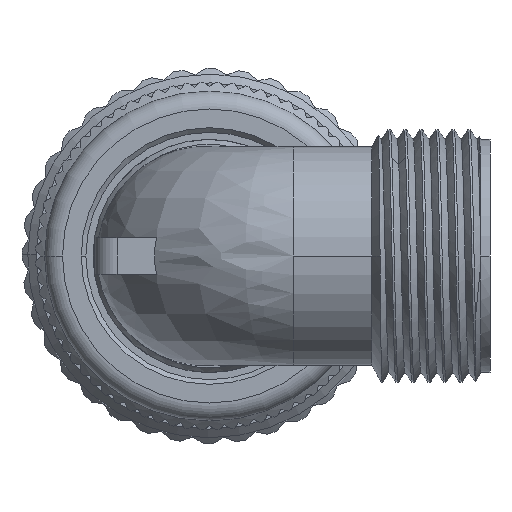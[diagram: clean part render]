
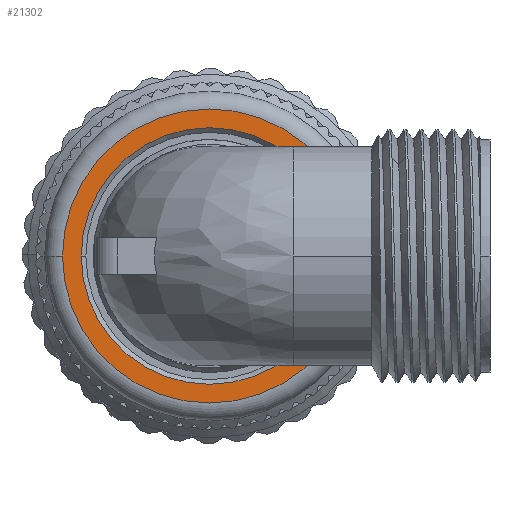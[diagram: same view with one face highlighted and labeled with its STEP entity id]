
A CAD part, left-side view. The second image highlights one B-rep face of the part: STEP entity #21302.
In plain terms, the highlighted planar face has unit normal (-1, 0, 0).
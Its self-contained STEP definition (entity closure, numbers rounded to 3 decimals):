
#2745=CARTESIAN_POINT('',(13.92,0.,0.));
#2746=DIRECTION('',(-1.,0.,0.));
#2747=DIRECTION('',(0.,1.,0.));
#2748=AXIS2_PLACEMENT_3D('',#2745,#2746,#2747);
#2750=CARTESIAN_POINT('',(13.92,0.,0.));
#2751=DIRECTION('',(1.,0.,0.));
#2752=DIRECTION('',(0.,1.,0.));
#2753=AXIS2_PLACEMENT_3D('',#2750,#2751,#2752);
#2755=CARTESIAN_POINT('',(13.92,0.,0.));
#2756=DIRECTION('',(-1.,0.,0.));
#2757=DIRECTION('',(0.,1.,0.));
#2758=AXIS2_PLACEMENT_3D('',#2755,#2756,#2757);
#2760=CARTESIAN_POINT('',(13.92,0.,0.));
#2761=DIRECTION('',(1.,0.,0.));
#2762=DIRECTION('',(0.,1.,0.));
#2763=AXIS2_PLACEMENT_3D('',#2760,#2761,#2762);
#16426=CARTESIAN_POINT('',(13.92,12.9,0.));
#16428=VERTEX_POINT('',#16426);
#16429=CARTESIAN_POINT('',(13.92,11.26,0.));
#16431=VERTEX_POINT('',#16429);
#16438=CARTESIAN_POINT('',(13.92,-12.9,0.));
#16440=VERTEX_POINT('',#16438);
#16441=CARTESIAN_POINT('',(13.92,-11.26,0.));
#16443=VERTEX_POINT('',#16441);
#21287=CARTESIAN_POINT('',(13.92,0.,0.));
#21288=DIRECTION('',(1.,0.,0.));
#21289=DIRECTION('',(0.,-1.,0.));
#21290=AXIS2_PLACEMENT_3D('',#21287,#21288,#21289);
#21291=PLANE('289',#21290);
#21293=ORIENTED_EDGE('1207',*,*,#21292,.F.);
#21295=ORIENTED_EDGE('1203',*,*,#21294,.T.);
#21296=EDGE_LOOP('289',(#21293,#21295));
#21297=FACE_OUTER_BOUND('289',#21296,.F.);
#21298=ORIENTED_EDGE('1204',*,*,#21273,.F.);
#21299=ORIENTED_EDGE('1208',*,*,#21255,.T.);
#21300=EDGE_LOOP('289',(#21298,#21299));
#21301=FACE_BOUND('289',#21300,.F.);
#2749=CIRCLE('1208',#2748,11.26);
#2754=CIRCLE('1204',#2753,11.26);
#2759=CIRCLE('1207',#2758,12.9);
#2764=CIRCLE('1203',#2763,12.9);
#21255=EDGE_CURVE('1208',#16431,#16443,#2749,.T.);
#21273=EDGE_CURVE('1204',#16431,#16443,#2754,.T.);
#21292=EDGE_CURVE('1207',#16428,#16440,#2759,.T.);
#21294=EDGE_CURVE('1203',#16428,#16440,#2764,.T.);
#21302=ADVANCED_FACE('289',(#21297,#21301),#21291,.F.);
